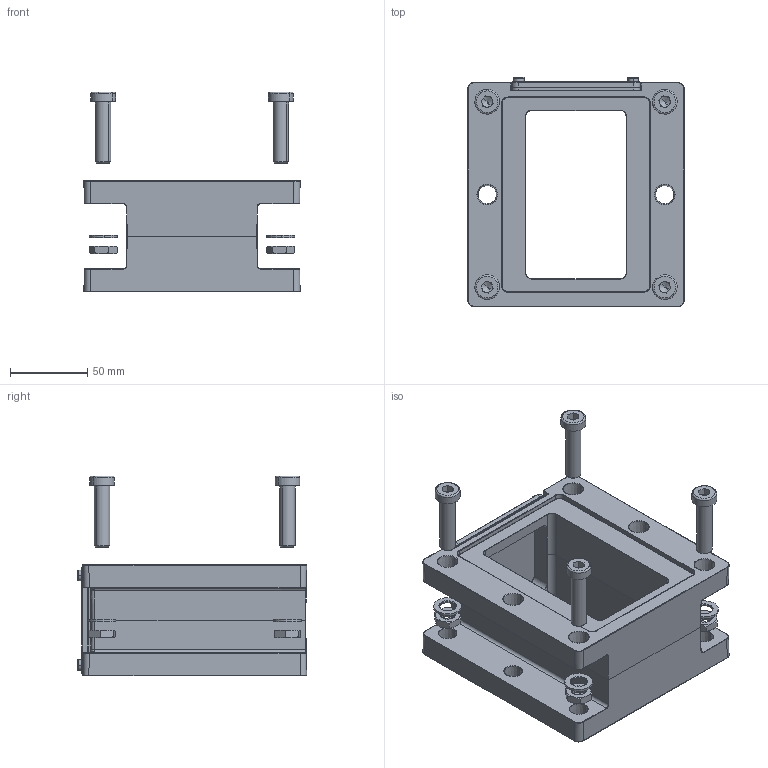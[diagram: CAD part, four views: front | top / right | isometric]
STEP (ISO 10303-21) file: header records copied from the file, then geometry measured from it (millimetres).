
FILE_DESCRIPTION (( 'STEP AP214' ), '1' );
FILE_NAME ('49617900.STEP', '2016-03-03T10:40:26', ( 'Macha' ), ( 'Hewlett-Packard Company' ), 'SwSTEP 2.0', 'SolidWorks 2015', '' );
FILE_SCHEMA (( 'AUTOMOTIVE_DESIGN' ));
Length unit declared in the file: millimetre
Products named in the file (9): 82277_Einbau; 93554; 83051; 93149; 93259; 95520; 12423; 49617900
Assembly tree (20 placements, depth 3):
  49617900
    12423
      12423
    95520
    93259  x4
    93149  x4
    83051  x4
    93554  x4
    82277_Einbau
Bounding box: 139.99 x 148.45 x 129.36 mm (x, y, z)
Volume: 539000.3 mm3; surface area: 141592.4 mm2
Topology: 19 solids, 19 shells, 840 faces, 1908 edges, 1098 vertices
Faces by surface type: plane 236, cylinder 224, cone 172, bspline 112, torus 88, sphere 8
Entity records: 18109 total; most frequent: CARTESIAN_POINT 5669, ORIENTED_EDGE 2556, DIRECTION 2515, EDGE_CURVE 1278, AXIS2_PLACEMENT_3D 1019, VERTEX_POINT 743, EDGE_LOOP 615, FACE_OUTER_BOUND 558
